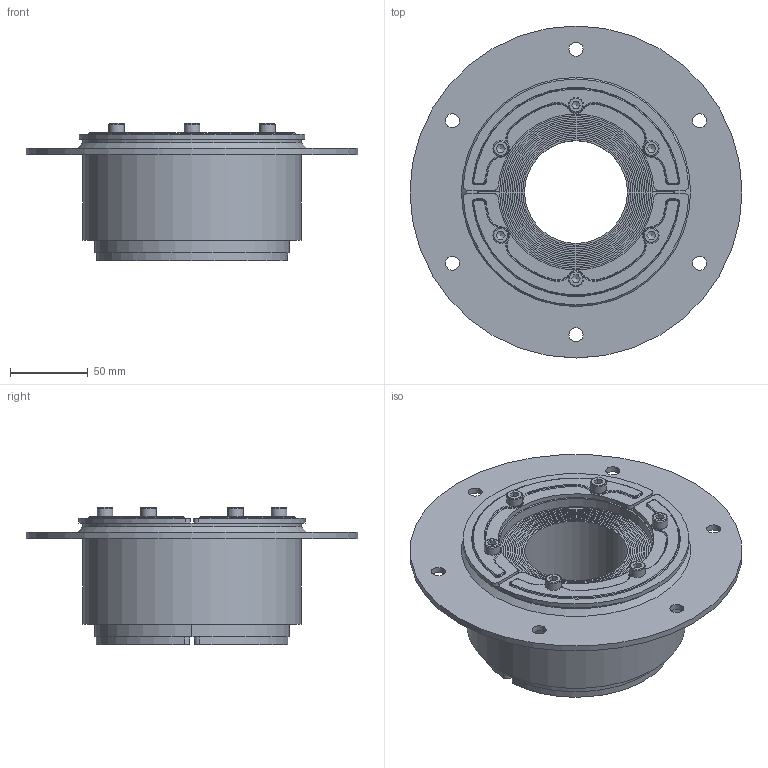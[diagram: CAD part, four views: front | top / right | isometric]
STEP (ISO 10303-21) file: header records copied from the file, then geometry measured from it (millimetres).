
FILE_DESCRIPTION((''),'2;1');
FILE_NAME('RS125BEX.stp','2014-03-15T22:06:53',('se-milkar'),(''),'Autodesk Inventor 2013','Autodesk Inventor 2013','');
FILE_SCHEMA(('AUTOMOTIVE_DESIGN { 1 2 10303 214 0 1 1 1 }'));
Length unit declared in the file: millimetre
Products named in the file (8): RS125BEX; SLFRS125; RS125; RUBBER FRAME RS125 EX; 100-004887; REAR FITTING RS125 EX; FRONT FITTING RS125 EX; ISO 4762 M6 x 60
Assembly tree (16 placements, depth 3):
  RS125BEX
    SLFRS125
    RS125
      RUBBER FRAME RS125 EX  x2
      100-004887  x2
      REAR FITTING RS125 EX  x2
      FRONT FITTING RS125 EX  x2
      ISO 4762 M6 x 60  x6
Bounding box: 213 x 213 x 88 mm (x, y, z)
Volume: 912518.6 mm3; surface area: 658971.2 mm2
Topology: 41 solids, 41 shells, 425 faces, 941 edges, 608 vertices
Faces by surface type: plane 196, cylinder 132, torus 84, cone 13
Full cylindrical faces by diameter (mm): 5.153 x6, 6 x18, 9 x6, 10 x6, 126 x1, 140 x2, 213 x1
Entity records: 5721 total; most frequent: DIRECTION 1038, CARTESIAN_POINT 888, ORIENTED_EDGE 784, AXIS2_PLACEMENT_3D 438, EDGE_CURVE 392, VERTEX_POINT 270, EDGE_LOOP 252, CIRCLE 224
